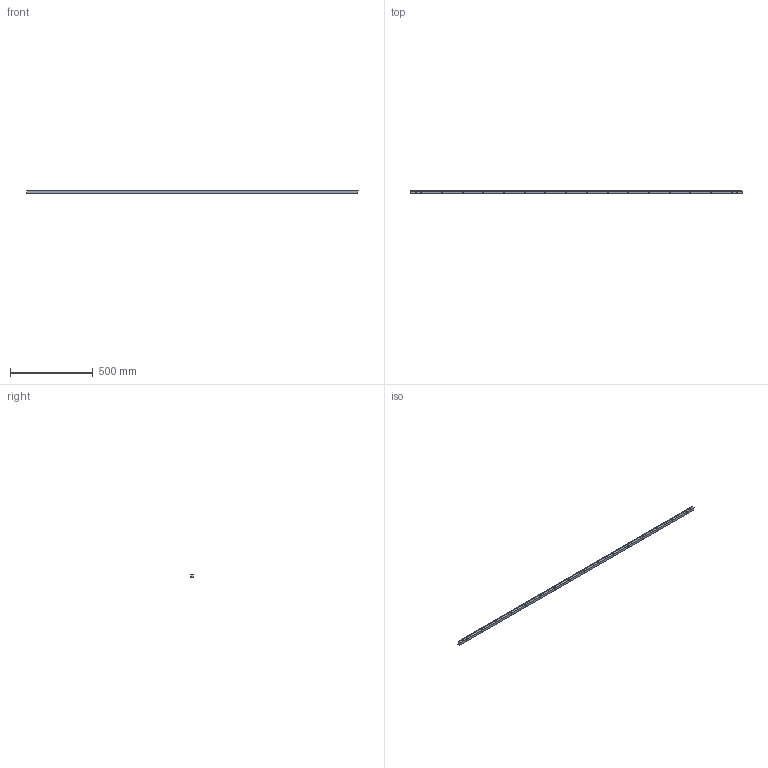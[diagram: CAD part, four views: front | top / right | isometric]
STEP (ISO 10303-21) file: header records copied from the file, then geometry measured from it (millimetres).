
FILE_DESCRIPTION((''),'2;1');
FILE_NAME('2000YOU','2016-04-08T',('Administrator'),(''),'PRO/ENGINEER BY PARAMETRIC TECHNOLOGY CORPORATION, 2010480','PRO/ENGINEER BY PARAMETRIC TECHNOLOGY CORPORATION, 2010480','');
FILE_SCHEMA(('CONFIG_CONTROL_DESIGN'));
Length unit declared in the file: millimetre
Products named in the file (1): 2000YOU
Bounding box: 2006.03 x 17 x 17 mm (x, y, z)
Volume: 510467.9 mm3; surface area: 172923.5 mm2
Topology: 1 solids, 1 shells, 1786 faces, 5304 edges, 3536 vertices
Faces by surface type: plane 1718, cylinder 68
Entity records: 58774 total; most frequent: CARTESIAN_POINT 10626, ORIENTED_EDGE 10608, DIRECTION 9012, EDGE_CURVE 5304, VECTOR 5168, LINE 5168, VERTEX_POINT 3536, AXIS2_PLACEMENT_3D 1922
